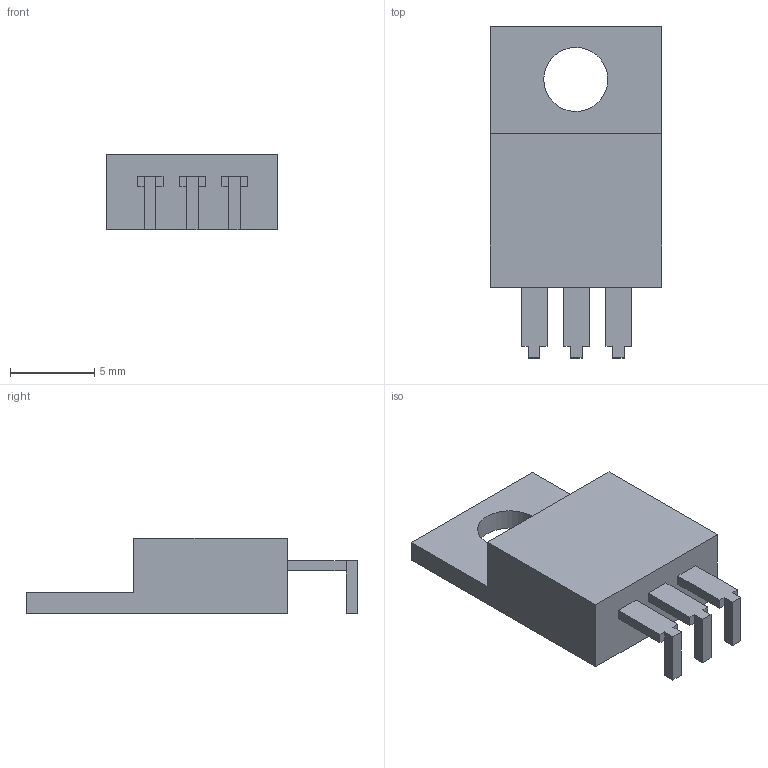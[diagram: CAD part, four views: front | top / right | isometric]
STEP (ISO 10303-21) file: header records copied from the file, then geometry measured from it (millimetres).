
FILE_DESCRIPTION(('CATIA V5 STEP Exchange'),'2;1');
FILE_NAME('to220.stp','2015-07-09T10:25:35+00:00',('none'),('none'),'CATIA Version 5 Release 18 GA (IN-10)','CATIA V5 STEP AP203','none');
FILE_SCHEMA(('CONFIG_CONTROL_DESIGN'));
Length unit declared in the file: millimetre
Products named in the file (1): to220
Bounding box: 10.2 x 19.7 x 4.5 mm (x, y, z)
Volume: 500.3 mm3; surface area: 569.6 mm2
Topology: 1 solids, 1 shells, 43 faces, 109 edges, 71 vertices
Faces by surface type: plane 41, cylinder 2
Entity records: 1219 total; most frequent: ORIENTED_EDGE 218, CARTESIAN_POINT 206, DIRECTION 159, EDGE_CURVE 109, VECTOR 105, LINE 105, VERTEX_POINT 71, EDGE_LOOP 48
